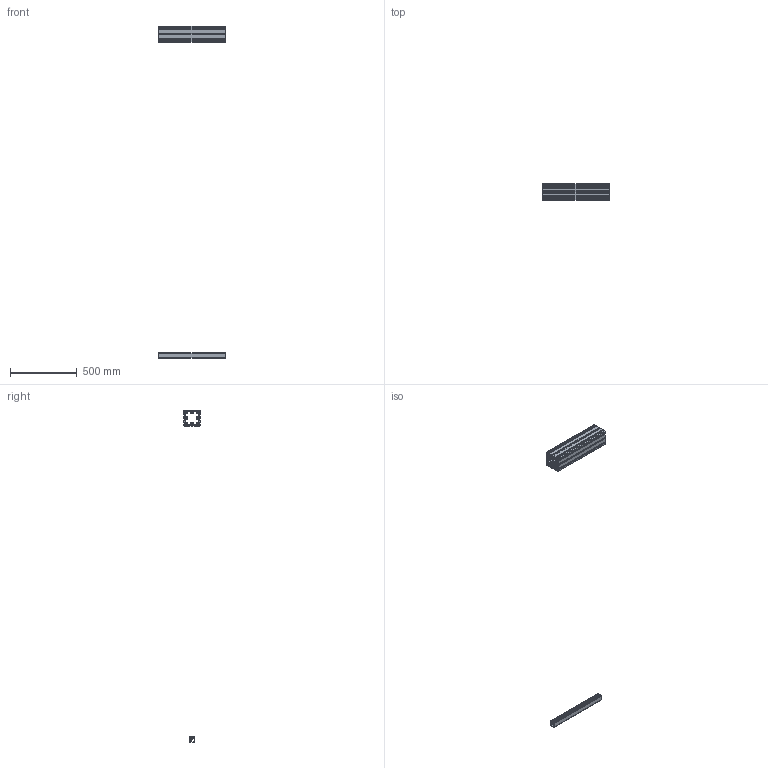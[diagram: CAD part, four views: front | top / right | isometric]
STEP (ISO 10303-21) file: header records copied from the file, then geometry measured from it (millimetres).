
FILE_DESCRIPTION (( 'STEP AP214' ), '1' );
FILE_NAME ('RP1095 8 120x120 Normal.STEP', '2026-02-24T07:05:42', ( '' ), ( '' ), 'SwSTEP 2.0', 'SolidWorks 2026', '' );
FILE_SCHEMA (( 'AUTOMOTIVE_DESIGN' ));
Length unit declared in the file: millimetre
Products named in the file (1): RP1095 8 120x120 Normal
Bounding box: 500 x 120 x 2480 mm (x, y, z)
Volume: 2544868.3 mm3; surface area: 1038381 mm2
Topology: 2 solids, 2 shells, 466 faces, 1386 edges, 924 vertices
Faces by surface type: cylinder 284, plane 182
Entity records: 15946 total; most frequent: DIRECTION 2888, CARTESIAN_POINT 2777, ORIENTED_EDGE 2772, EDGE_CURVE 1386, AXIS2_PLACEMENT_3D 1035, VERTEX_POINT 924, LINE 818, VECTOR 818
